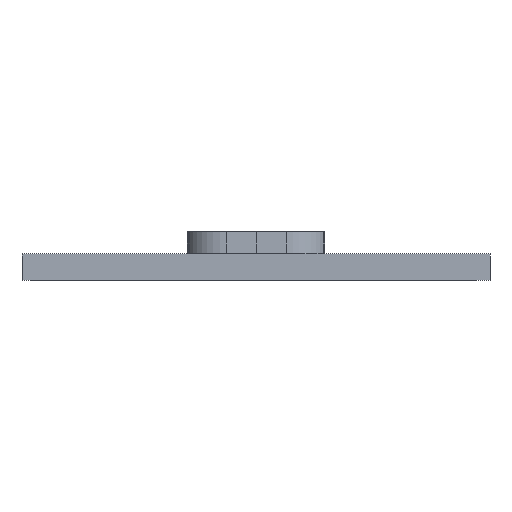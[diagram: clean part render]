
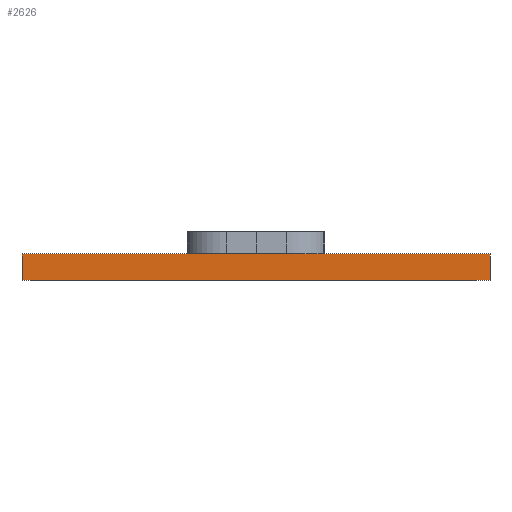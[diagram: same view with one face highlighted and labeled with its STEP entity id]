
A CAD part, left-side view. The second image highlights one B-rep face of the part: STEP entity #2626.
In plain terms, the highlighted planar face has unit normal (-1, 0, 0).
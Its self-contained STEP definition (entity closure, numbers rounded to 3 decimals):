
#106=PLANE('',#2819);
#212=FACE_OUTER_BOUND('',#350,.T.);
#350=EDGE_LOOP('',(#1987,#1988,#1989,#1990));
#564=LINE('',#4242,#832);
#565=LINE('',#4244,#833);
#566=LINE('',#4246,#834);
#567=LINE('',#4247,#835);
#832=VECTOR('',#3285,10.);
#833=VECTOR('',#3286,10.);
#834=VECTOR('',#3287,10.);
#835=VECTOR('',#3288,10.);
#1193=VERTEX_POINT('',#4240);
#1194=VERTEX_POINT('',#4241);
#1195=VERTEX_POINT('',#4243);
#1196=VERTEX_POINT('',#4245);
#1524=EDGE_CURVE('',#1193,#1194,#564,.T.);
#1525=EDGE_CURVE('',#1193,#1195,#565,.T.);
#1526=EDGE_CURVE('',#1196,#1195,#566,.T.);
#1527=EDGE_CURVE('',#1194,#1196,#567,.T.);
#1987=ORIENTED_EDGE('',*,*,#1524,.F.);
#1988=ORIENTED_EDGE('',*,*,#1525,.T.);
#1989=ORIENTED_EDGE('',*,*,#1526,.F.);
#1990=ORIENTED_EDGE('',*,*,#1527,.F.);
#2626=ADVANCED_FACE('',(#212),#106,.T.);
#2819=AXIS2_PLACEMENT_3D('',#4239,#3283,#3284);
#3283=DIRECTION('center_axis',(-1.,0.,0.));
#3284=DIRECTION('ref_axis',(0.,-1.,0.));
#3285=DIRECTION('',(0.,1.,0.));
#3286=DIRECTION('',(0.,0.,1.));
#3287=DIRECTION('',(0.,-1.,0.));
#3288=DIRECTION('',(0.,0.,1.));
#4239=CARTESIAN_POINT('Origin',(-1.031,29.749,0.));
#4240=CARTESIAN_POINT('',(-1.031,-13.051,0.));
#4241=CARTESIAN_POINT('',(-1.031,29.749,0.));
#4242=CARTESIAN_POINT('',(-1.031,-13.051,0.));
#4243=CARTESIAN_POINT('',(-1.031,-13.051,2.41));
#4244=CARTESIAN_POINT('',(-1.031,-13.051,0.));
#4245=CARTESIAN_POINT('',(-1.031,29.749,2.41));
#4246=CARTESIAN_POINT('',(-1.031,-13.051,2.41));
#4247=CARTESIAN_POINT('',(-1.031,29.749,0.));
